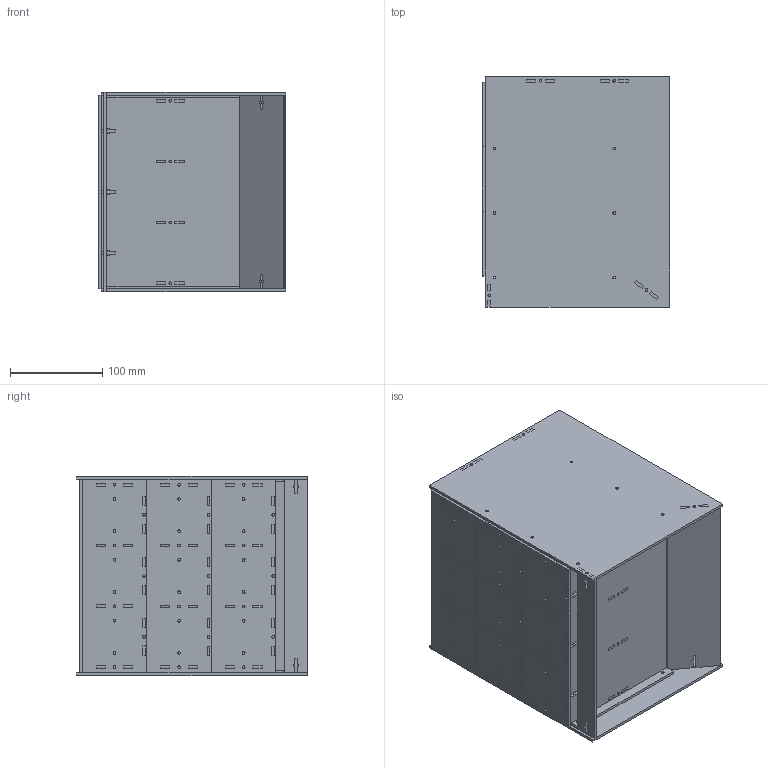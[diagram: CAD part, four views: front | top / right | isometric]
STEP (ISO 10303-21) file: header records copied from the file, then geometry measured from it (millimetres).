
FILE_DESCRIPTION (( 'STEP AP214' ), '1' );
FILE_NAME ('MedicineBox3-1.STEP', '2024-01-08T17:07:51', ( '' ), ( '' ), 'SwSTEP 2.0', 'SolidWorks 2022', '' );
FILE_SCHEMA (( 'AUTOMOTIVE_DESIGN' ));
Length unit declared in the file: millimetre
Products named in the file (11): Box-part-1; Box-part-2; MedicineBox3; Box-part-6; MedicineBox3-1; Slot-part-2; Box-part-3; Slot-part-3; Slot-part-1; Box-part-5; Box-part-4
Assembly tree (21 placements, depth 3):
  MedicineBox3-1
    Box-part-1  x2
    Box-part-2
    Box-part-4
    Box-part-6
    MedicineBox3  x3
      Slot-part-1
      Slot-part-2
      Slot-part-3
    Box-part-3  x6
    Box-part-5
Bounding box: 203 x 250 x 216 mm (x, y, z)
Volume: 1392252.4 mm3; surface area: 988891 mm2
Topology: 30 solids, 30 shells, 1486 faces, 4278 edges, 2852 vertices
Faces by surface type: plane 1320, cylinder 166
Entity records: 16442 total; most frequent: CARTESIAN_POINT 2839, ORIENTED_EDGE 2796, DIRECTION 2532, EDGE_CURVE 1398, LINE 1282, VECTOR 1282, VERTEX_POINT 932, AXIS2_PLACEMENT_3D 625
